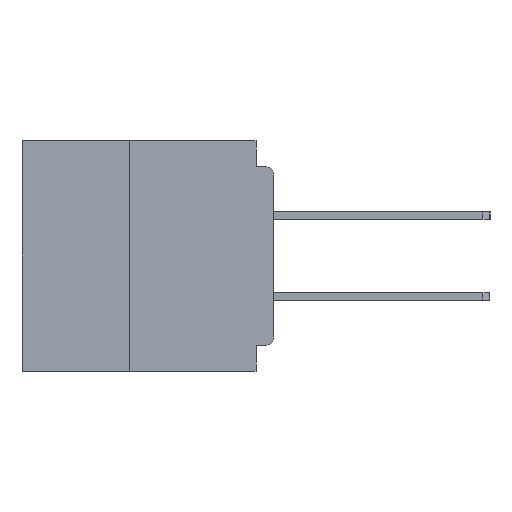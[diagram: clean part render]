
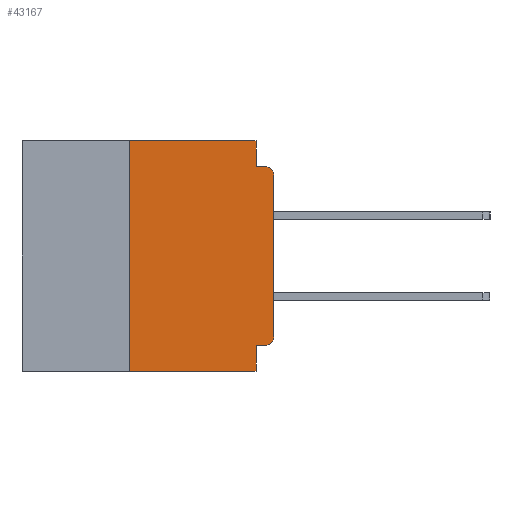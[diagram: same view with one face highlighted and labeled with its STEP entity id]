
A CAD part, left-side view. The second image highlights one B-rep face of the part: STEP entity #43167.
In plain terms, the highlighted planar face has unit normal (-1, 0, 0).
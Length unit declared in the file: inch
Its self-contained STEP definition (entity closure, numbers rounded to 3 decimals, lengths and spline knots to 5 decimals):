
#2041 = CARTESIAN_POINT ( 'NONE',  ( 0., 0.031, -0.4 ) ) ;
#2796 = CARTESIAN_POINT ( 'NONE',  ( 0., 0.031, -0.355 ) ) ;
#3360 = LINE ( 'NONE', #38946, #26247 ) ;
#3704 = EDGE_CURVE ( 'NONE', #50496, #37803, #25781, .T. ) ;
#5124 = VECTOR ( 'NONE', #22200, 39.37008 ) ;
#5289 = DIRECTION ( 'NONE',  ( 0., -1., 0. ) ) ;
#5821 = VECTOR ( 'NONE', #23432, 39.37008 ) ;
#6972 = DIRECTION ( 'NONE',  ( 0., 0., -1. ) ) ;
#7065 = ORIENTED_EDGE ( 'NONE', *, *, #25186, .T. ) ;
#7395 = EDGE_CURVE ( 'NONE', #37803, #30638, #3360, .T. ) ;
#8840 = VECTOR ( 'NONE', #20808, 39.37008 ) ;
#10795 = CARTESIAN_POINT ( 'NONE',  ( 0., 0.031, -0.045 ) ) ;
#11230 = CARTESIAN_POINT ( 'NONE',  ( 0., 0.437, -0.4 ) ) ;
#11700 = CARTESIAN_POINT ( 'NONE',  ( 0., 0.015, -0.355 ) ) ;
#11785 = CARTESIAN_POINT ( 'NONE',  ( 0., 0.015, -0.045 ) ) ;
#13599 = CARTESIAN_POINT ( 'NONE',  ( 0., 0., -0.06 ) ) ;
#14250 = LINE ( 'NONE', #24849, #38654 ) ;
#16018 = CARTESIAN_POINT ( 'NONE',  ( 0., 0.437, 0. ) ) ;
#16378 = EDGE_CURVE ( 'NONE', #30638, #56335, #36489, .T. ) ;
#16617 = FACE_OUTER_BOUND ( 'NONE', #62688, .T. ) ;
#16698 = VERTEX_POINT ( 'NONE', #46729 ) ;
#17024 = EDGE_CURVE ( 'NONE', #50496, #26012, #38695, .T. ) ;
#18567 = ORIENTED_EDGE ( 'NONE', *, *, #60223, .F. ) ;
#19547 = DIRECTION ( 'NONE',  ( 0., 0., 1. ) ) ;
#19767 = VECTOR ( 'NONE', #6972, 39.37008 ) ;
#20165 = CARTESIAN_POINT ( 'NONE',  ( 0., 0.015, -0.06 ) ) ;
#20808 = DIRECTION ( 'NONE',  ( 0., -1., 0. ) ) ;
#21730 = AXIS2_PLACEMENT_3D ( 'NONE', #20165, #54232, #25087 ) ;
#22074 = AXIS2_PLACEMENT_3D ( 'NONE', #44959, #44544, #44457 ) ;
#22200 = DIRECTION ( 'NONE',  ( 0., 0., -1. ) ) ;
#23432 = DIRECTION ( 'NONE',  ( 0., 0., 1. ) ) ;
#24849 = CARTESIAN_POINT ( 'NONE',  ( 0., 0., -0.045 ) ) ;
#25087 = DIRECTION ( 'NONE',  ( 0., 0., -1. ) ) ;
#25186 = EDGE_CURVE ( 'NONE', #34269, #16698, #31719, .T. ) ;
#25735 = VECTOR ( 'NONE', #34398, 39.37008 ) ;
#25781 = CIRCLE ( 'NONE', #22074, 0.015 ) ;
#25842 = DIRECTION ( 'NONE',  ( 1., 0., 0. ) ) ;
#25984 = ORIENTED_EDGE ( 'NONE', *, *, #47748, .F. ) ;
#25997 = EDGE_CURVE ( 'NONE', #51041, #49075, #55402, .T. ) ;
#26012 = VERTEX_POINT ( 'NONE', #2796 ) ;
#26247 = VECTOR ( 'NONE', #19547, 39.37008 ) ;
#29498 = CARTESIAN_POINT ( 'NONE',  ( 0., 0., -0.355 ) ) ;
#30638 = VERTEX_POINT ( 'NONE', #13599 ) ;
#31719 = LINE ( 'NONE', #11230, #8840 ) ;
#33080 = CARTESIAN_POINT ( 'NONE',  ( 0., 0.031, 0. ) ) ;
#34269 = VERTEX_POINT ( 'NONE', #47675 ) ;
#34398 = DIRECTION ( 'NONE',  ( 0., 1., 0. ) ) ;
#34670 = DIRECTION ( 'NONE',  ( 0., -1., 0. ) ) ;
#34839 = CARTESIAN_POINT ( 'NONE',  ( 0., 0.25, 0. ) ) ;
#35081 = LINE ( 'NONE', #39395, #60936 ) ;
#35298 = ORIENTED_EDGE ( 'NONE', *, *, #7395, .T. ) ;
#36001 = EDGE_CURVE ( 'NONE', #34269, #44916, #56087, .T. ) ;
#36489 = CIRCLE ( 'NONE', #21730, 0.015 ) ;
#36619 = ORIENTED_EDGE ( 'NONE', *, *, #25997, .F. ) ;
#37680 = ORIENTED_EDGE ( 'NONE', *, *, #16378, .T. ) ;
#37803 = VERTEX_POINT ( 'NONE', #57154 ) ;
#38654 = VECTOR ( 'NONE', #34670, 39.37008 ) ;
#38695 = LINE ( 'NONE', #29498, #25735 ) ;
#38946 = CARTESIAN_POINT ( 'NONE',  ( 0., 0., 0. ) ) ;
#38979 = AXIS2_PLACEMENT_3D ( 'NONE', #16018, #25842, #59891 ) ;
#39395 = CARTESIAN_POINT ( 'NONE',  ( 0., 0.437, 0. ) ) ;
#43167 = ADVANCED_FACE ( 'NONE', ( #16617 ), #54980, .F. ) ;
#44376 = ORIENTED_EDGE ( 'NONE', *, *, #60486, .F. ) ;
#44457 = DIRECTION ( 'NONE',  ( 0., 0., -1. ) ) ;
#44544 = DIRECTION ( 'NONE',  ( -1., 0., 0. ) ) ;
#44916 = VERTEX_POINT ( 'NONE', #34839 ) ;
#44959 = CARTESIAN_POINT ( 'NONE',  ( 0., 0.015, -0.34 ) ) ;
#46263 = ORIENTED_EDGE ( 'NONE', *, *, #17024, .F. ) ;
#46729 = CARTESIAN_POINT ( 'NONE',  ( 0., 0.031, -0.4 ) ) ;
#47675 = CARTESIAN_POINT ( 'NONE',  ( 0., 0.25, -0.4 ) ) ;
#47748 = EDGE_CURVE ( 'NONE', #49075, #56335, #14250, .T. ) ;
#49075 = VERTEX_POINT ( 'NONE', #10795 ) ;
#50496 = VERTEX_POINT ( 'NONE', #11700 ) ;
#51041 = VERTEX_POINT ( 'NONE', #33080 ) ;
#51356 = CARTESIAN_POINT ( 'NONE',  ( 0., 0.031, 0. ) ) ;
#52568 = CARTESIAN_POINT ( 'NONE',  ( 0., 0.25, -0.4 ) ) ;
#54232 = DIRECTION ( 'NONE',  ( -1., 0., 0. ) ) ;
#54980 = PLANE ( 'NONE',  #38979 ) ;
#55402 = LINE ( 'NONE', #51356, #5124 ) ;
#56087 = LINE ( 'NONE', #52568, #5821 ) ;
#56335 = VERTEX_POINT ( 'NONE', #11785 ) ;
#57154 = CARTESIAN_POINT ( 'NONE',  ( 0., 0., -0.34 ) ) ;
#58618 = LINE ( 'NONE', #2041, #19767 ) ;
#59891 = DIRECTION ( 'NONE',  ( 0., 0., -1. ) ) ;
#60223 = EDGE_CURVE ( 'NONE', #44916, #51041, #35081, .T. ) ;
#60486 = EDGE_CURVE ( 'NONE', #26012, #16698, #58618, .T. ) ;
#60936 = VECTOR ( 'NONE', #5289, 39.37008 ) ;
#61705 = ORIENTED_EDGE ( 'NONE', *, *, #3704, .T. ) ;
#62000 = ORIENTED_EDGE ( 'NONE', *, *, #36001, .F. ) ;
#62688 = EDGE_LOOP ( 'NONE', ( #35298, #37680, #25984, #36619, #18567, #62000, #7065, #44376, #46263, #61705 ) ) ;
